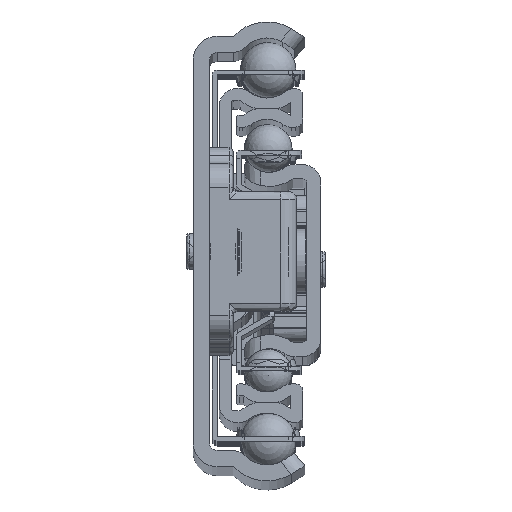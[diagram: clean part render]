
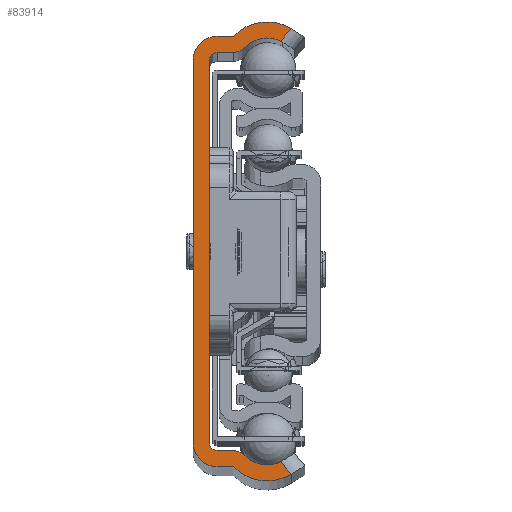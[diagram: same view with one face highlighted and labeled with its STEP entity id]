
A CAD part, top view. The second image highlights one B-rep face of the part: STEP entity #83914.
In plain terms, the highlighted planar face has unit normal (0, 0, 1).
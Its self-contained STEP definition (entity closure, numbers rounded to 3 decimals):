
#5147=PLANE('',#88765);
#7569=LINE('',#119858,#13747);
#7591=LINE('',#119946,#13769);
#7599=LINE('',#119992,#13777);
#7610=LINE('',#120052,#13788);
#7614=LINE('',#120064,#13792);
#7618=LINE('',#120076,#13796);
#7623=LINE('',#120093,#13801);
#7627=LINE('',#120107,#13805);
#13747=VECTOR('',#97344,10.);
#13769=VECTOR('',#97432,10.);
#13777=VECTOR('',#97462,10.);
#13788=VECTOR('',#97509,10.);
#13792=VECTOR('',#97521,10.);
#13796=VECTOR('',#97533,10.);
#13801=VECTOR('',#97554,10.);
#13805=VECTOR('',#97572,10.);
#20888=FACE_OUTER_BOUND('',#25191,.T.);
#25191=EDGE_LOOP('',(#56447,#56448,#56449,#56450,#56451,#56452,#56453,#56454,
#56455,#56456,#56457,#56458,#56459,#56460,#56461,#56462,#56463,#56464));
#29651=CIRCLE('',#88717,5.8);
#29653=CIRCLE('',#88726,3.8);
#29654=CIRCLE('',#88736,3.8);
#29656=CIRCLE('',#88739,2.);
#29658=CIRCLE('',#88743,1.);
#29660=CIRCLE('',#88747,1.);
#29662=CIRCLE('',#88751,2.);
#29664=CIRCLE('',#88755,5.8);
#29666=CIRCLE('',#88759,3.);
#29668=CIRCLE('',#88762,3.);
#33215=VERTEX_POINT('',#119856);
#33216=VERTEX_POINT('',#119857);
#33244=VERTEX_POINT('',#119940);
#33245=VERTEX_POINT('',#119945);
#33252=VERTEX_POINT('',#119967);
#33259=VERTEX_POINT('',#119986);
#33260=VERTEX_POINT('',#119991);
#33264=VERTEX_POINT('',#120007);
#33271=VERTEX_POINT('',#120039);
#33273=VERTEX_POINT('',#120045);
#33275=VERTEX_POINT('',#120051);
#33277=VERTEX_POINT('',#120057);
#33279=VERTEX_POINT('',#120063);
#33281=VERTEX_POINT('',#120069);
#33283=VERTEX_POINT('',#120075);
#33285=VERTEX_POINT('',#120086);
#33287=VERTEX_POINT('',#120092);
#33289=VERTEX_POINT('',#120101);
#42217=EDGE_CURVE('',#33215,#33216,#7569,.T.);
#42260=EDGE_CURVE('',#33244,#33245,#7591,.T.);
#42269=EDGE_CURVE('',#33252,#33244,#29651,.T.);
#42278=EDGE_CURVE('',#33259,#33260,#7599,.T.);
#42284=EDGE_CURVE('',#33264,#33259,#29653,.T.);
#42296=EDGE_CURVE('',#33245,#33271,#29654,.T.);
#42299=EDGE_CURVE('',#33271,#33273,#29656,.T.);
#42302=EDGE_CURVE('',#33273,#33275,#7610,.T.);
#42305=EDGE_CURVE('',#33275,#33277,#29658,.T.);
#42308=EDGE_CURVE('',#33277,#33279,#7614,.T.);
#42311=EDGE_CURVE('',#33279,#33281,#29660,.T.);
#42314=EDGE_CURVE('',#33281,#33283,#7618,.T.);
#42317=EDGE_CURVE('',#33283,#33264,#29662,.T.);
#42320=EDGE_CURVE('',#33260,#33285,#29664,.T.);
#42323=EDGE_CURVE('',#33285,#33287,#7623,.T.);
#42326=EDGE_CURVE('',#33287,#33215,#29666,.T.);
#42328=EDGE_CURVE('',#33216,#33289,#29668,.T.);
#42331=EDGE_CURVE('',#33289,#33252,#7627,.T.);
#56447=ORIENTED_EDGE('',*,*,#42260,.F.);
#56448=ORIENTED_EDGE('',*,*,#42269,.F.);
#56449=ORIENTED_EDGE('',*,*,#42331,.F.);
#56450=ORIENTED_EDGE('',*,*,#42328,.F.);
#56451=ORIENTED_EDGE('',*,*,#42217,.F.);
#56452=ORIENTED_EDGE('',*,*,#42326,.F.);
#56453=ORIENTED_EDGE('',*,*,#42323,.F.);
#56454=ORIENTED_EDGE('',*,*,#42320,.F.);
#56455=ORIENTED_EDGE('',*,*,#42278,.F.);
#56456=ORIENTED_EDGE('',*,*,#42284,.F.);
#56457=ORIENTED_EDGE('',*,*,#42317,.F.);
#56458=ORIENTED_EDGE('',*,*,#42314,.F.);
#56459=ORIENTED_EDGE('',*,*,#42311,.F.);
#56460=ORIENTED_EDGE('',*,*,#42308,.F.);
#56461=ORIENTED_EDGE('',*,*,#42305,.F.);
#56462=ORIENTED_EDGE('',*,*,#42302,.F.);
#56463=ORIENTED_EDGE('',*,*,#42299,.F.);
#56464=ORIENTED_EDGE('',*,*,#42296,.F.);
#83914=ADVANCED_FACE('',(#20888),#5147,.T.);
#88717=AXIS2_PLACEMENT_3D('',#119969,#97444,#97445);
#88726=AXIS2_PLACEMENT_3D('',#120009,#97469,#97470);
#88736=AXIS2_PLACEMENT_3D('',#120040,#97495,#97496);
#88739=AXIS2_PLACEMENT_3D('',#120046,#97502,#97503);
#88743=AXIS2_PLACEMENT_3D('',#120058,#97514,#97515);
#88747=AXIS2_PLACEMENT_3D('',#120070,#97526,#97527);
#88751=AXIS2_PLACEMENT_3D('',#120081,#97538,#97539);
#88755=AXIS2_PLACEMENT_3D('',#120087,#97547,#97548);
#88759=AXIS2_PLACEMENT_3D('',#120098,#97559,#97560);
#88762=AXIS2_PLACEMENT_3D('',#120102,#97565,#97566);
#88765=AXIS2_PLACEMENT_3D('',#120109,#97574,#97575);
#97344=DIRECTION('',(0.,1.,0.));
#97432=DIRECTION('',(-0.653,-0.757,0.));
#97444=DIRECTION('center_axis',(0.,0.,-1.));
#97445=DIRECTION('ref_axis',(-0.525,-0.851,0.));
#97462=DIRECTION('',(0.653,-0.757,0.));
#97469=DIRECTION('center_axis',(0.,0.,1.));
#97470=DIRECTION('ref_axis',(-0.724,-0.69,0.));
#97495=DIRECTION('center_axis',(0.,0.,1.));
#97496=DIRECTION('ref_axis',(0.525,0.851,0.));
#97502=DIRECTION('center_axis',(0.,0.,-1.));
#97503=DIRECTION('ref_axis',(0.,1.,0.));
#97509=DIRECTION('',(-1.,0.,0.));
#97514=DIRECTION('center_axis',(0.,0.,1.));
#97515=DIRECTION('ref_axis',(0.,1.,0.));
#97521=DIRECTION('',(0.,-1.,0.));
#97526=DIRECTION('center_axis',(0.,0.,1.));
#97527=DIRECTION('ref_axis',(-1.,0.,0.));
#97533=DIRECTION('',(1.,0.,0.));
#97538=DIRECTION('center_axis',(0.,0.,-1.));
#97539=DIRECTION('ref_axis',(-0.724,-0.69,0.));
#97547=DIRECTION('center_axis',(0.,0.,-1.));
#97548=DIRECTION('ref_axis',(0.724,0.69,0.));
#97554=DIRECTION('',(-1.,0.,0.));
#97559=DIRECTION('center_axis',(0.,0.,-1.));
#97560=DIRECTION('ref_axis',(1.,0.,0.));
#97565=DIRECTION('center_axis',(0.,0.,-1.));
#97566=DIRECTION('ref_axis',(0.,-1.,0.));
#97572=DIRECTION('',(1.,0.,0.));
#97574=DIRECTION('center_axis',(0.,0.,1.));
#97575=DIRECTION('ref_axis',(1.,0.,0.));
#119856=CARTESIAN_POINT('',(-9.25,-23.9,650.));
#119857=CARTESIAN_POINT('',(-9.25,23.9,650.));
#119858=CARTESIAN_POINT('',(-9.25,-23.9,650.));
#119940=CARTESIAN_POINT('',(3.027,27.848,650.));
#119945=CARTESIAN_POINT('',(1.693,26.302,650.));
#119946=CARTESIAN_POINT('',(-5.642,17.798,650.));
#119967=CARTESIAN_POINT('',(-4.2,26.9,650.));
#119969=CARTESIAN_POINT('Origin',(0.,22.9,
650.));
#119986=CARTESIAN_POINT('',(1.693,-26.302,650.));
#119991=CARTESIAN_POINT('',(3.027,-27.848,650.));
#119992=CARTESIAN_POINT('',(-6.304,-17.031,650.));
#120007=CARTESIAN_POINT('',(-2.752,-25.521,650.));
#120009=CARTESIAN_POINT('Origin',(0.,-22.9,
650.));
#120039=CARTESIAN_POINT('',(-2.752,25.521,650.));
#120040=CARTESIAN_POINT('Origin',(0.,22.9,
650.));
#120045=CARTESIAN_POINT('',(-4.2,24.9,650.));
#120046=CARTESIAN_POINT('Origin',(-4.2,26.9,650.));
#120051=CARTESIAN_POINT('',(-6.25,24.9,650.));
#120052=CARTESIAN_POINT('',(-4.2,24.9,650.));
#120057=CARTESIAN_POINT('',(-7.25,23.9,650.));
#120058=CARTESIAN_POINT('Origin',(-6.25,23.9,650.));
#120063=CARTESIAN_POINT('',(-7.25,-23.9,650.));
#120064=CARTESIAN_POINT('',(-7.25,23.9,650.));
#120069=CARTESIAN_POINT('',(-6.25,-24.9,650.));
#120070=CARTESIAN_POINT('Origin',(-6.25,-23.9,650.));
#120075=CARTESIAN_POINT('',(-4.2,-24.9,650.));
#120076=CARTESIAN_POINT('',(-6.25,-24.9,650.));
#120081=CARTESIAN_POINT('Origin',(-4.2,-26.9,650.));
#120086=CARTESIAN_POINT('',(-4.2,-26.9,650.));
#120087=CARTESIAN_POINT('Origin',(0.,-22.9,
650.));
#120092=CARTESIAN_POINT('',(-6.25,-26.9,650.));
#120093=CARTESIAN_POINT('',(-4.2,-26.9,650.));
#120098=CARTESIAN_POINT('Origin',(-6.25,-23.9,650.));
#120101=CARTESIAN_POINT('',(-6.25,26.9,650.));
#120102=CARTESIAN_POINT('Origin',(-6.25,23.9,650.));
#120107=CARTESIAN_POINT('',(-6.25,26.9,650.));
#120109=CARTESIAN_POINT('Origin',(-5.819,0.,
650.));
